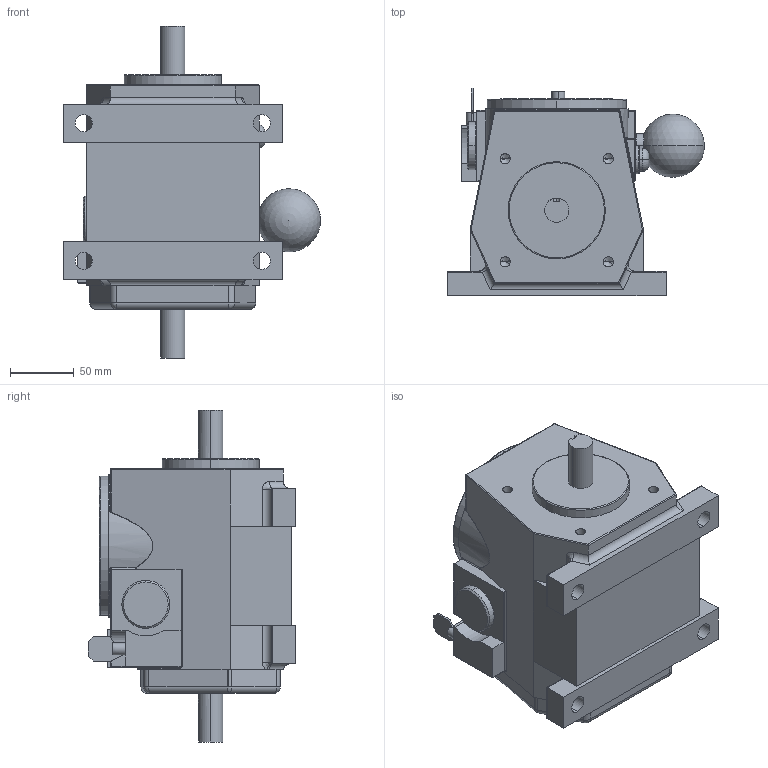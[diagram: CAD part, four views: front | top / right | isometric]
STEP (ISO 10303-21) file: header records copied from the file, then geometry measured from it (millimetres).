
FILE_DESCRIPTION (( 'STEP AP203' ), '1' );
FILE_NAME ('Posi-2.step', '2011-01-26T04:39:26', ( '' ), ( '' ), 'SwSTEP 2.0', 'SolidWorks 2010', '' );
FILE_SCHEMA (( 'CONFIG_CONTROL_DESIGN' ));
Length unit declared in the file: inch
Products named in the file (1): Posi-2
Bounding box: 201.61 x 162.51 x 260.35 mm (x, y, z)
Volume: 3281252.5 mm3; surface area: 164121 mm2
Topology: 1 solids, 1 shells, 293 faces, 715 edges, 418 vertices
Faces by surface type: cylinder 125, plane 104, sphere 19, bspline 18, torus 15, cone 12
Entity records: 11218 total; most frequent: CARTESIAN_POINT 4510, DIRECTION 1397, ORIENTED_EDGE 1378, EDGE_CURVE 689, AXIS2_PLACEMENT_3D 504, VERTEX_POINT 414, VECTOR 389, LINE 389
